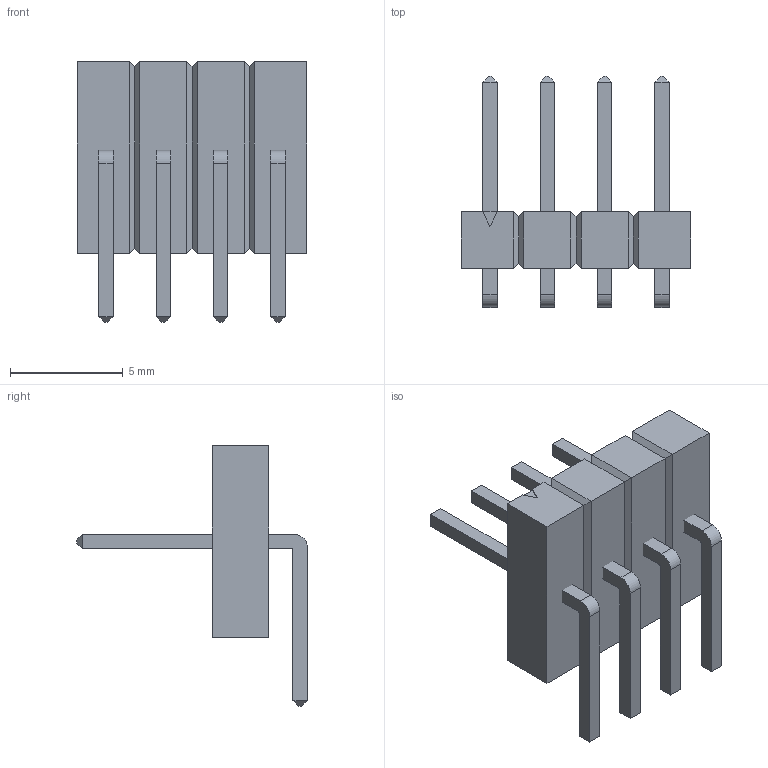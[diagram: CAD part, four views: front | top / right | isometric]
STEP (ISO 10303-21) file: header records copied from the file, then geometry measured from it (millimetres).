
FILE_DESCRIPTION(('FreeCAD Model'),'2;1');
FILE_NAME('15369651.1.1.stp','2021-10-23T06:34:27',( 'Author'),(''),'Open CASCADE STEP processor 6.9','FreeCAD','Unknown' );
FILE_SCHEMA(('AUTOMOTIVE_DESIGN { 1 0 10303 214 1 1 1 1 }'));
Length unit declared in the file: millimetre
Products named in the file (3): ASSEMBLY; Body; LeadsArray
Assembly tree (2 placements, depth 2):
  ASSEMBLY
    Body
    LeadsArray
Bounding box: 10.16 x 10.22 x 11.55 mm (x, y, z)
Volume: 240.2 mm3; surface area: 450.8 mm2
Topology: 5 solids, 5 shells, 117 faces, 253 edges, 146 vertices
Faces by surface type: plane 109, cylinder 8
Entity records: 6391 total; most frequent: CARTESIAN_POINT 1121, DIRECTION 959, LINE 679, VECTOR 679, ORIENTED_EDGE 506, PCURVE 506, DEFINITIONAL_REPRESENTATION 506, EDGE_CURVE 253
